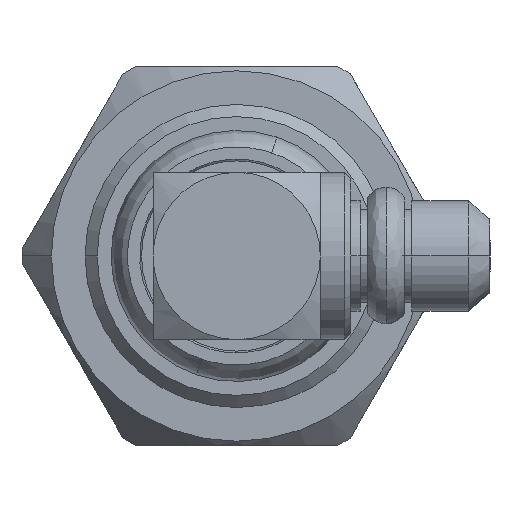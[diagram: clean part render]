
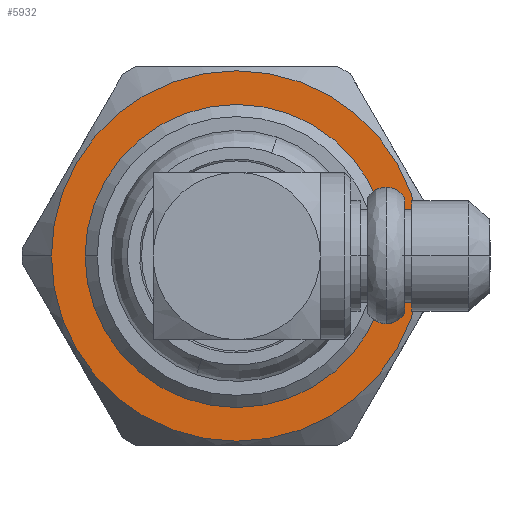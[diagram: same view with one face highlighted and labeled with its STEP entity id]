
A CAD part, left-side view. The second image highlights one B-rep face of the part: STEP entity #5932.
In plain terms, the highlighted face is planar.
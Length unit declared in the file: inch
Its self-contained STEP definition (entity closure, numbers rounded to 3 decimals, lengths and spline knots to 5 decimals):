
#118 = DIRECTION ( 'NONE',  ( 1., 0., 0. ) ) ;
#292 = DIRECTION ( 'NONE',  ( 0., 0., -1. ) ) ;
#343 = EDGE_CURVE ( 'NONE', #5139, #3516, #7761, .T. ) ;
#644 = ORIENTED_EDGE ( 'NONE', *, *, #343, .F. ) ;
#937 = DIRECTION ( 'NONE',  ( 1., 0., 0. ) ) ;
#1148 = CARTESIAN_POINT ( 'NONE',  ( 0.331, 0., -0.125 ) ) ;
#1746 = AXIS2_PLACEMENT_3D ( 'NONE', #6683, #8487, #292 ) ;
#1926 = CIRCLE ( 'NONE', #1746, 0.15279 ) ;
#2202 = DIRECTION ( 'NONE',  ( 1., 0., 0. ) ) ;
#2833 = FACE_BOUND ( 'NONE', #5993, .T. ) ;
#2862 = AXIS2_PLACEMENT_3D ( 'NONE', #4685, #2202, #8049 ) ;
#2886 = DIRECTION ( 'NONE',  ( 0., 0., -1. ) ) ;
#3069 = EDGE_CURVE ( 'NONE', #5265, #3297, #1926, .T. ) ;
#3150 = ORIENTED_EDGE ( 'NONE', *, *, #6881, .F. ) ;
#3232 = CARTESIAN_POINT ( 'NONE',  ( 0.331, 0., 0. ) ) ;
#3297 = VERTEX_POINT ( 'NONE', #10532 ) ;
#3516 = VERTEX_POINT ( 'NONE', #1148 ) ;
#3624 = EDGE_LOOP ( 'NONE', ( #3934, #9997 ) ) ;
#3931 = CIRCLE ( 'NONE', #6339, 0.15279 ) ;
#3934 = ORIENTED_EDGE ( 'NONE', *, *, #3069, .T. ) ;
#4398 = PLANE ( 'NONE',  #4903 ) ;
#4685 = CARTESIAN_POINT ( 'NONE',  ( 0.331, 0., 0. ) ) ;
#4903 = AXIS2_PLACEMENT_3D ( 'NONE', #6130, #10147, #2886 ) ;
#4991 = DIRECTION ( 'NONE',  ( 0., 0., -1. ) ) ;
#5139 = VERTEX_POINT ( 'NONE', #7032 ) ;
#5265 = VERTEX_POINT ( 'NONE', #9164 ) ;
#5932 = ADVANCED_FACE ( 'NONE', ( #2833, #8519 ), #4398, .T. ) ;
#5993 = EDGE_LOOP ( 'NONE', ( #3150, #644 ) ) ;
#6130 = CARTESIAN_POINT ( 'NONE',  ( 0.331, 0., 0. ) ) ;
#6339 = AXIS2_PLACEMENT_3D ( 'NONE', #6874, #118, #6667 ) ;
#6384 = AXIS2_PLACEMENT_3D ( 'NONE', #3232, #937, #4991 ) ;
#6667 = DIRECTION ( 'NONE',  ( 0., 0., -1. ) ) ;
#6683 = CARTESIAN_POINT ( 'NONE',  ( 0.331, 0., 0. ) ) ;
#6874 = CARTESIAN_POINT ( 'NONE',  ( 0.331, 0., 0. ) ) ;
#6881 = EDGE_CURVE ( 'NONE', #3516, #5139, #6993, .T. ) ;
#6993 = CIRCLE ( 'NONE', #2862, 0.125 ) ;
#7032 = CARTESIAN_POINT ( 'NONE',  ( 0.331, 0., 0.125 ) ) ;
#7761 = CIRCLE ( 'NONE', #6384, 0.125 ) ;
#8049 = DIRECTION ( 'NONE',  ( 0., 0., -1. ) ) ;
#8487 = DIRECTION ( 'NONE',  ( 1., 0., 0. ) ) ;
#8519 = FACE_OUTER_BOUND ( 'NONE', #3624, .T. ) ;
#8632 = EDGE_CURVE ( 'NONE', #3297, #5265, #3931, .T. ) ;
#9164 = CARTESIAN_POINT ( 'NONE',  ( 0.331, 0., -0.15279 ) ) ;
#9997 = ORIENTED_EDGE ( 'NONE', *, *, #8632, .T. ) ;
#10147 = DIRECTION ( 'NONE',  ( 1., 0., 0. ) ) ;
#10532 = CARTESIAN_POINT ( 'NONE',  ( 0.331, 0., 0.15279 ) ) ;
